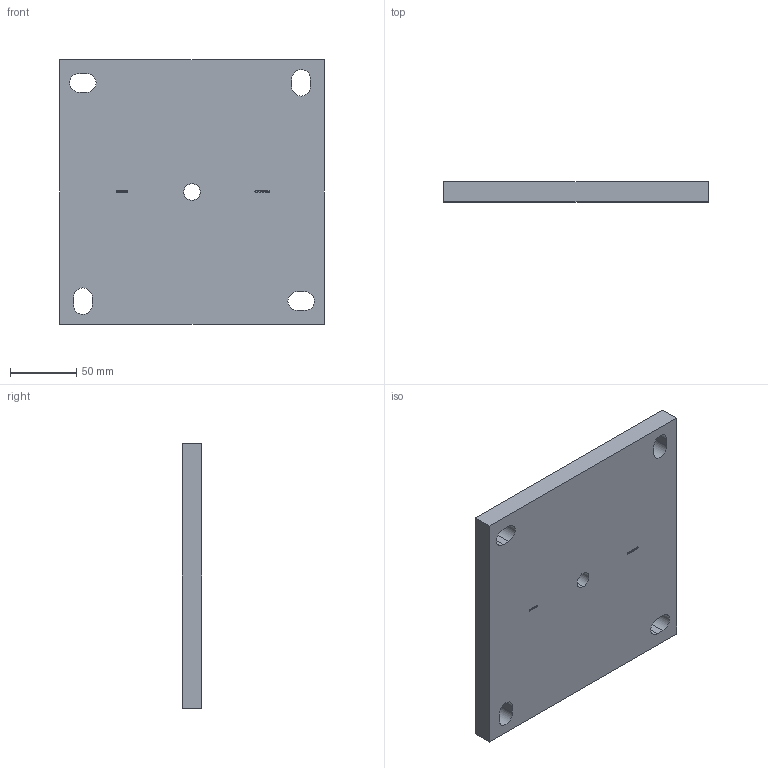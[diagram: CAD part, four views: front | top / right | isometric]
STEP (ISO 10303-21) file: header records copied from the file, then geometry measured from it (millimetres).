
FILE_DESCRIPTION (( 'STEP AP203' ), '1' );
FILE_NAME ('51013-STQ-15.STEP', '2022-02-03T09:28:51', ( '' ), ( '' ), 'SwSTEP 2.0', 'SolidWorks 2018', '' );
FILE_SCHEMA (( 'CONFIG_CONTROL_DESIGN' ));
Length unit declared in the file: millimetre
Products named in the file (2): 51013-STQ-15
Bounding box: 200 x 15 x 200 mm (x, y, z)
Volume: 583882.3 mm3; surface area: 93809.4 mm2
Topology: 1 solids, 1 shells, 274 faces, 741 edges, 494 vertices
Faces by surface type: plane 150, bspline 112, cylinder 12
Entity records: 14544 total; most frequent: CARTESIAN_POINT 8215, ORIENTED_EDGE 1482, DIRECTION 869, EDGE_CURVE 741, VERTEX_POINT 494, LINE 493, VECTOR 493, EDGE_LOOP 309
